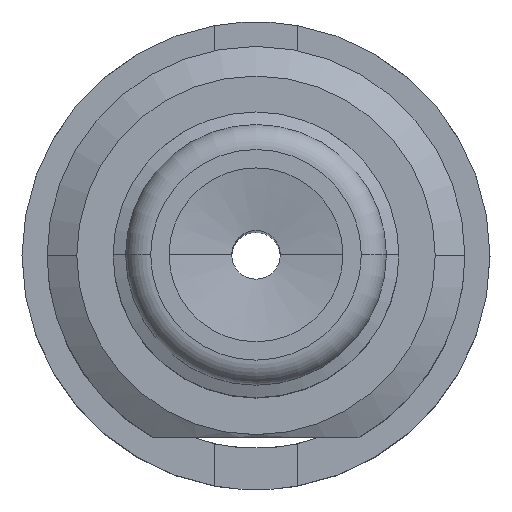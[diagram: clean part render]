
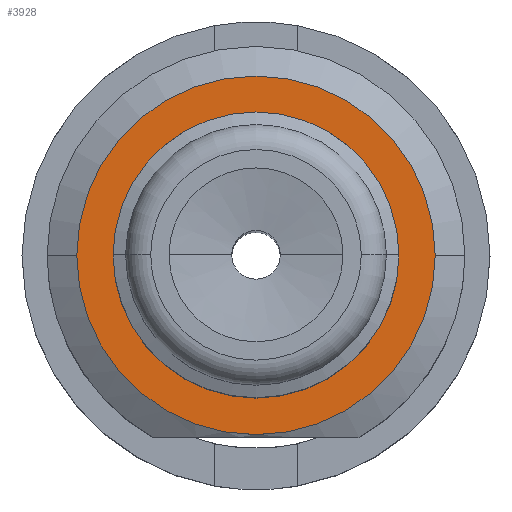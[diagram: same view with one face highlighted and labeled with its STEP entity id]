
A CAD part, top view. The second image highlights one B-rep face of the part: STEP entity #3928.
In plain terms, the highlighted planar face has unit normal (0, 0, 1).
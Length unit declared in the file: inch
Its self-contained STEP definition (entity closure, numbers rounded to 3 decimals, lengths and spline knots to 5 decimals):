
#537 = DIRECTION ( 'NONE',  ( 1., 0., 0. ) ) ;
#538 = DIRECTION ( 'NONE',  ( 0., 0., 1. ) ) ;
#539 = CARTESIAN_POINT ( 'NONE',  ( 0., 0., 0.2925 ) ) ;
#540 = AXIS2_PLACEMENT_3D ( 'NONE', #539, #538, #537 ) ;
#545 = CIRCLE ( 'NONE', #540, 0.156 ) ;
#670 = DIRECTION ( 'NONE',  ( 1., 0., 0. ) ) ;
#671 = DIRECTION ( 'NONE',  ( 0., 0., 1. ) ) ;
#672 = AXIS2_PLACEMENT_3D ( 'NONE', #674, #671, #670 ) ;
#674 = CARTESIAN_POINT ( 'NONE',  ( 0.156, 0., 0.2925 ) ) ;
#675 = PLANE ( 'NONE',  #672 ) ;
#676 = FACE_BOUND ( 'NONE', #3932, .T. ) ;
#677 = FACE_OUTER_BOUND ( 'NONE', #3929, .T. ) ;
#678 = DIRECTION ( 'NONE',  ( 1., 0., 0. ) ) ;
#679 = DIRECTION ( 'NONE',  ( 0., 0., 1. ) ) ;
#680 = CARTESIAN_POINT ( 'NONE',  ( 0., 0., 0.2925 ) ) ;
#681 = AXIS2_PLACEMENT_3D ( 'NONE', #680, #679, #678 ) ;
#682 = CIRCLE ( 'NONE', #681, 0.2145 ) ;
#3927 = EDGE_CURVE ( 'NONE', #8283, #8292, #682, .T. ) ;
#3928 = ADVANCED_FACE ( 'NONE', ( #677, #676 ), #675, .T. ) ;
#3929 = EDGE_LOOP ( 'NONE', ( #3930, #3931 ) ) ;
#3930 = ORIENTED_EDGE ( 'NONE', *, *, #8284, .T. ) ;
#3931 = ORIENTED_EDGE ( 'NONE', *, *, #3927, .T. ) ;
#3932 = EDGE_LOOP ( 'NONE', ( #3933, #3963 ) ) ;
#3933 = ORIENTED_EDGE ( 'NONE', *, *, #8250, .F. ) ;
#3963 = ORIENTED_EDGE ( 'NONE', *, *, #3964, .F. ) ;
#3964 = EDGE_CURVE ( 'NONE', #8251, #8244, #545, .T. ) ;
#5143 = CARTESIAN_POINT ( 'NONE',  ( -0.156, 0., 0.2925 ) ) ;
#5144 = DIRECTION ( 'NONE',  ( 1., 0., 0. ) ) ;
#5145 = DIRECTION ( 'NONE',  ( 0., 0., 1. ) ) ;
#5146 = CARTESIAN_POINT ( 'NONE',  ( 0., 0., 0.2925 ) ) ;
#5147 = AXIS2_PLACEMENT_3D ( 'NONE', #5146, #5145, #5144 ) ;
#5148 = CIRCLE ( 'NONE', #5147, 0.156 ) ;
#5158 = CARTESIAN_POINT ( 'NONE',  ( 0.156, 0., 0.2925 ) ) ;
#5200 = CARTESIAN_POINT ( 'NONE',  ( -0.2145, 0., 0.2925 ) ) ;
#5245 = CARTESIAN_POINT ( 'NONE',  ( 0.2145, 0., 0.2925 ) ) ;
#5258 = DIRECTION ( 'NONE',  ( 1., 0., 0. ) ) ;
#5259 = DIRECTION ( 'NONE',  ( 0., 0., 1. ) ) ;
#5260 = CARTESIAN_POINT ( 'NONE',  ( 0., 0., 0.2925 ) ) ;
#5261 = AXIS2_PLACEMENT_3D ( 'NONE', #5260, #5259, #5258 ) ;
#5262 = CIRCLE ( 'NONE', #5261, 0.2145 ) ;
#8244 = VERTEX_POINT ( 'NONE', #5158 ) ;
#8250 = EDGE_CURVE ( 'NONE', #8244, #8251, #5148, .T. ) ;
#8251 = VERTEX_POINT ( 'NONE', #5143 ) ;
#8283 = VERTEX_POINT ( 'NONE', #5200 ) ;
#8284 = EDGE_CURVE ( 'NONE', #8292, #8283, #5262, .T. ) ;
#8292 = VERTEX_POINT ( 'NONE', #5245 ) ;
